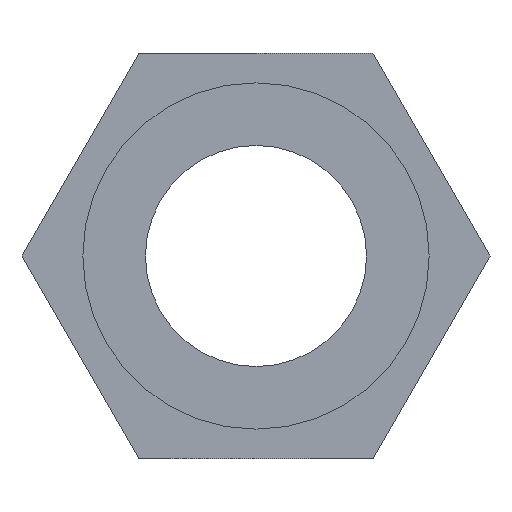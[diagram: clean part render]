
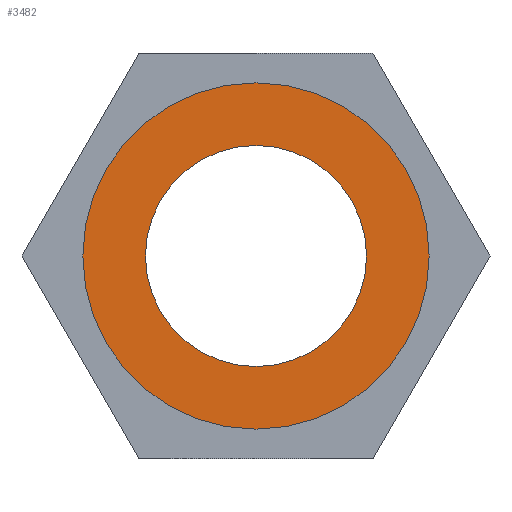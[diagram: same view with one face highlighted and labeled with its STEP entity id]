
A CAD part, left-side view. The second image highlights one B-rep face of the part: STEP entity #3482.
In plain terms, the highlighted planar face has unit normal (-1, 0, 0).
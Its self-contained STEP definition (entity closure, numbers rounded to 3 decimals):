
#7 = ORIENTED_EDGE ( 'NONE', *, *, #4592, .T. ) ;
#324 = VERTEX_POINT ( 'NONE', #4272 ) ;
#329 = CARTESIAN_POINT ( 'NONE',  ( 0., 0., -4.7 ) ) ;
#667 = DIRECTION ( 'NONE',  ( 0., 0., 1. ) ) ;
#808 = DIRECTION ( 'NONE',  ( 0., 0., -1. ) ) ;
#1118 = CARTESIAN_POINT ( 'NONE',  ( 0., 0., -3. ) ) ;
#1239 = DIRECTION ( 'NONE',  ( 1., 0., 0. ) ) ;
#1258 = EDGE_CURVE ( 'NONE', #324, #5372, #4640, .T. ) ;
#1585 = CARTESIAN_POINT ( 'NONE',  ( 0., 0., 0. ) ) ;
#1588 = AXIS2_PLACEMENT_3D ( 'NONE', #1770, #1239, #808 ) ;
#1611 = DIRECTION ( 'NONE',  ( 1., 0., 0. ) ) ;
#1756 = VERTEX_POINT ( 'NONE', #3505 ) ;
#1770 = CARTESIAN_POINT ( 'NONE',  ( 0., 0., 0. ) ) ;
#1886 = DIRECTION ( 'NONE',  ( 1., 0., 0. ) ) ;
#1952 = DIRECTION ( 'NONE',  ( 0., 0., -1. ) ) ;
#1983 = VERTEX_POINT ( 'NONE', #329 ) ;
#2053 = CARTESIAN_POINT ( 'NONE',  ( 0., 0., 0. ) ) ;
#2132 = EDGE_CURVE ( 'NONE', #1983, #1756, #3839, .T. ) ;
#2158 = EDGE_CURVE ( 'NONE', #5372, #324, #2220, .T. ) ;
#2184 = EDGE_LOOP ( 'NONE', ( #7, #2491 ) ) ;
#2220 = CIRCLE ( 'NONE', #1588, 3. ) ;
#2491 = ORIENTED_EDGE ( 'NONE', *, *, #2132, .T. ) ;
#3006 = DIRECTION ( 'NONE',  ( 0., 0., 1. ) ) ;
#3361 = DIRECTION ( 'NONE',  ( -1., 0., 0. ) ) ;
#3482 = ADVANCED_FACE ( 'NONE', ( #3627, #3578 ), #5344, .F. ) ;
#3505 = CARTESIAN_POINT ( 'NONE',  ( 0., 0., 4.7 ) ) ;
#3578 = FACE_OUTER_BOUND ( 'NONE', #2184, .T. ) ;
#3602 = DIRECTION ( 'NONE',  ( 0., 0., -1. ) ) ;
#3627 = FACE_BOUND ( 'NONE', #4707, .T. ) ;
#3839 = CIRCLE ( 'NONE', #4644, 4.7 ) ;
#4111 = AXIS2_PLACEMENT_3D ( 'NONE', #5532, #3361, #3006 ) ;
#4272 = CARTESIAN_POINT ( 'NONE',  ( 0., 0., 3. ) ) ;
#4282 = ORIENTED_EDGE ( 'NONE', *, *, #2158, .T. ) ;
#4338 = ORIENTED_EDGE ( 'NONE', *, *, #1258, .T. ) ;
#4551 = AXIS2_PLACEMENT_3D ( 'NONE', #1585, #1611, #1952 ) ;
#4592 = EDGE_CURVE ( 'NONE', #1756, #1983, #4921, .T. ) ;
#4640 = CIRCLE ( 'NONE', #4551, 3. ) ;
#4644 = AXIS2_PLACEMENT_3D ( 'NONE', #2053, #4981, #667 ) ;
#4707 = EDGE_LOOP ( 'NONE', ( #4338, #4282 ) ) ;
#4878 = CARTESIAN_POINT ( 'NONE',  ( 0., 0., 0. ) ) ;
#4921 = CIRCLE ( 'NONE', #4111, 4.7 ) ;
#4981 = DIRECTION ( 'NONE',  ( -1., 0., 0. ) ) ;
#5194 = AXIS2_PLACEMENT_3D ( 'NONE', #4878, #1886, #3602 ) ;
#5344 = PLANE ( 'NONE',  #5194 ) ;
#5372 = VERTEX_POINT ( 'NONE', #1118 ) ;
#5532 = CARTESIAN_POINT ( 'NONE',  ( 0., 0., 0. ) ) ;
